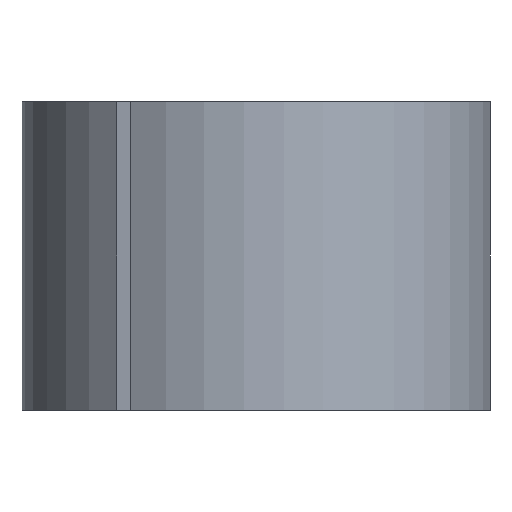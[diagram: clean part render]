
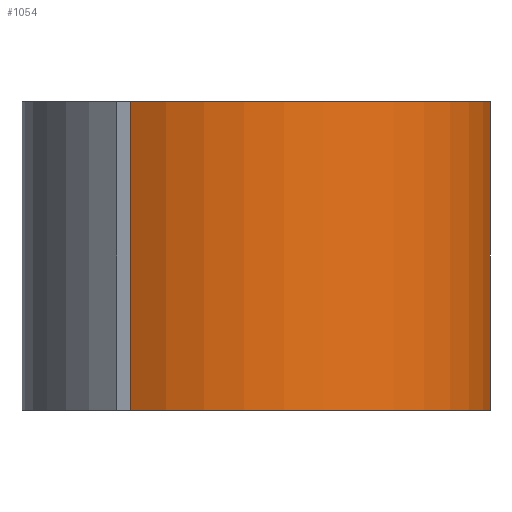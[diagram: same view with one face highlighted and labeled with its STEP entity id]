
A CAD part, front view. The second image highlights one B-rep face of the part: STEP entity #1054.
In plain terms, the highlighted cylindrical face has radius 69.5 mm (diameter 139 mm), a partial arc.
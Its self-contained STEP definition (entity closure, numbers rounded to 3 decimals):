
#192 = EDGE_CURVE ( 'NONE', #2222, #3014, #769, .T. ) ;
#253 = DIRECTION ( 'NONE',  ( 0., 0., 1. ) ) ;
#320 = CARTESIAN_POINT ( 'NONE',  ( -37.23, -58.687, 1. ) ) ;
#478 = DIRECTION ( 'NONE',  ( 0., 0., -1. ) ) ;
#704 = DIRECTION ( 'NONE',  ( 1., 0., 0. ) ) ;
#769 = CIRCLE ( 'NONE', #1858, 69.5 ) ;
#801 = VECTOR ( 'NONE', #478, 1000. ) ;
#923 = DIRECTION ( 'NONE',  ( 0., 0., -1. ) ) ;
#992 = LINE ( 'NONE', #1423, #801 ) ;
#1046 = ORIENTED_EDGE ( 'NONE', *, *, #1828, .F. ) ;
#1054 = ADVANCED_FACE ( 'NONE', ( #3048 ), #2041, .T. ) ;
#1158 = AXIS2_PLACEMENT_3D ( 'NONE', #2129, #253, #704 ) ;
#1385 = DIRECTION ( 'NONE',  ( 0., 0., -1. ) ) ;
#1399 = LINE ( 'NONE', #2829, #1604 ) ;
#1423 = CARTESIAN_POINT ( 'NONE',  ( -37.23, -58.687, 80. ) ) ;
#1451 = CIRCLE ( 'NONE', #1158, 69.5 ) ;
#1502 = CARTESIAN_POINT ( 'NONE',  ( 41.364, 55.85, 1. ) ) ;
#1604 = VECTOR ( 'NONE', #1385, 1000. ) ;
#1612 = AXIS2_PLACEMENT_3D ( 'NONE', #1631, #923, #2300 ) ;
#1622 = VERTEX_POINT ( 'NONE', #1502 ) ;
#1631 = CARTESIAN_POINT ( 'NONE',  ( 0., 0., 80. ) ) ;
#1790 = EDGE_CURVE ( 'NONE', #2080, #1622, #1451, .T. ) ;
#1828 = EDGE_CURVE ( 'NONE', #3014, #1622, #1399, .T. ) ;
#1858 = AXIS2_PLACEMENT_3D ( 'NONE', #2820, #2529, #1980 ) ;
#1980 = DIRECTION ( 'NONE',  ( 1., 0., 0. ) ) ;
#2041 = CYLINDRICAL_SURFACE ( 'NONE', #1612, 69.5 ) ;
#2053 = CARTESIAN_POINT ( 'NONE',  ( -37.23, -58.687, 92.5 ) ) ;
#2080 = VERTEX_POINT ( 'NONE', #320 ) ;
#2129 = CARTESIAN_POINT ( 'NONE',  ( 0., 0., 1. ) ) ;
#2222 = VERTEX_POINT ( 'NONE', #2053 ) ;
#2300 = DIRECTION ( 'NONE',  ( -1., 0., 0. ) ) ;
#2486 = ORIENTED_EDGE ( 'NONE', *, *, #1790, .T. ) ;
#2496 = ORIENTED_EDGE ( 'NONE', *, *, #192, .F. ) ;
#2529 = DIRECTION ( 'NONE',  ( 0., 0., 1. ) ) ;
#2573 = ORIENTED_EDGE ( 'NONE', *, *, #3032, .T. ) ;
#2783 = EDGE_LOOP ( 'NONE', ( #2573, #2486, #1046, #2496 ) ) ;
#2820 = CARTESIAN_POINT ( 'NONE',  ( 0., 0., 92.5 ) ) ;
#2829 = CARTESIAN_POINT ( 'NONE',  ( 41.364, 55.85, 80. ) ) ;
#2878 = CARTESIAN_POINT ( 'NONE',  ( 41.364, 55.85, 92.5 ) ) ;
#3014 = VERTEX_POINT ( 'NONE', #2878 ) ;
#3032 = EDGE_CURVE ( 'NONE', #2222, #2080, #992, .T. ) ;
#3048 = FACE_OUTER_BOUND ( 'NONE', #2783, .T. ) ;
